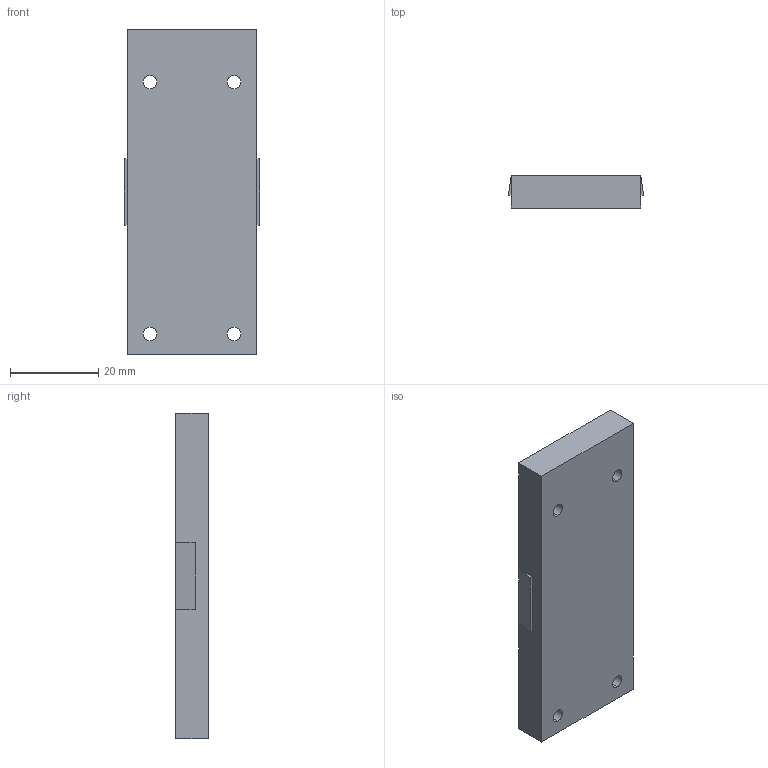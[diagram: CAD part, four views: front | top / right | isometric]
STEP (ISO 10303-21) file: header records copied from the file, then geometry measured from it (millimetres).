
FILE_DESCRIPTION (( 'STEP AP214' ), '1' );
FILE_NAME ('Telemetrum Lid 2.STEP', '2024-05-29T20:04:22', ( '' ), ( '' ), 'SwSTEP 2.0', 'SolidWorks 2024', '' );
FILE_SCHEMA (( 'AUTOMOTIVE_DESIGN' ));
Length unit declared in the file: centimetre
Products named in the file (1): Telemetrum Lid 2
Bounding box: 30.66 x 7.4 x 73.85 mm (x, y, z)
Volume: 7882.8 mm3; surface area: 6798.1 mm2
Topology: 1 solids, 1 shells, 704 faces, 1887 edges, 1256 vertices
Faces by surface type: bspline 353, plane 343, cylinder 8
Entity records: 36056 total; most frequent: CARTESIAN_POINT 20817, ORIENTED_EDGE 3774, DIRECTION 1901, EDGE_CURVE 1887, VERTEX_POINT 1256, LINE 1165, VECTOR 1165, EDGE_LOOP 783
